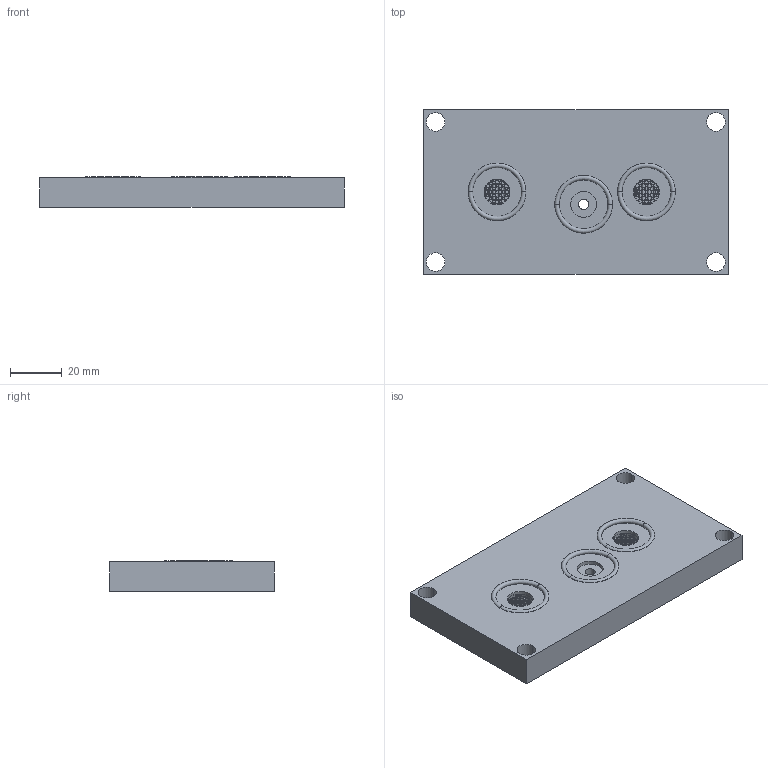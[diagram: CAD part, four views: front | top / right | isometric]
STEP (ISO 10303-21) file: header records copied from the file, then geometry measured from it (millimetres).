
FILE_DESCRIPTION((''),'2;1');
FILE_NAME('ILCM47084205','2018-08-09T',('jdw'),(''),'PRO/ENGINEER BY PARAMETRIC TECHNOLOGY CORPORATION, 2013320','PRO/ENGINEER BY PARAMETRIC TECHNOLOGY CORPORATION, 2013320','');
FILE_SCHEMA(('AUTOMOTIVE_DESIGN { 1 0 10303 214 1 1 1 1 }'));
Length unit declared in the file: inch
Products named in the file (1): ILCM47084205
Bounding box: 117.35 x 63.5 x 11.89 mm (x, y, z)
Volume: 80918.4 mm3; surface area: 22718 mm2
Topology: 1 solids, 1 shells, 488 faces, 1684 edges, 1070 vertices
Faces by surface type: cylinder 310, plane 168, torus 6, cone 4
Entity records: 23374 total; most frequent: CARTESIAN_POINT 4894, DIRECTION 3416, ORIENTED_EDGE 3368, EDGE_CURVE 1684, AXIS2_PLACEMENT_3D 1390, VERTEX_POINT 1070, CIRCLE 902, VECTOR 636
